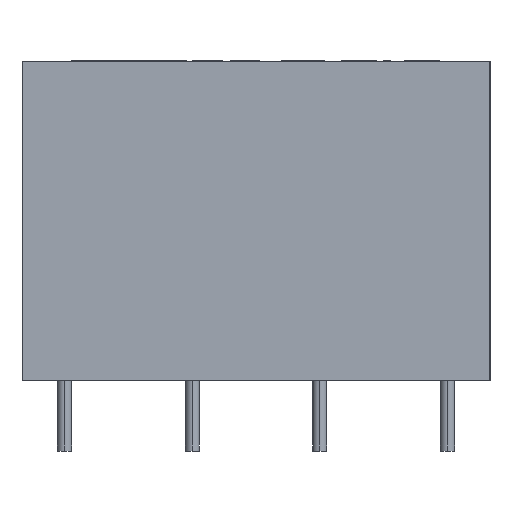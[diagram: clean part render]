
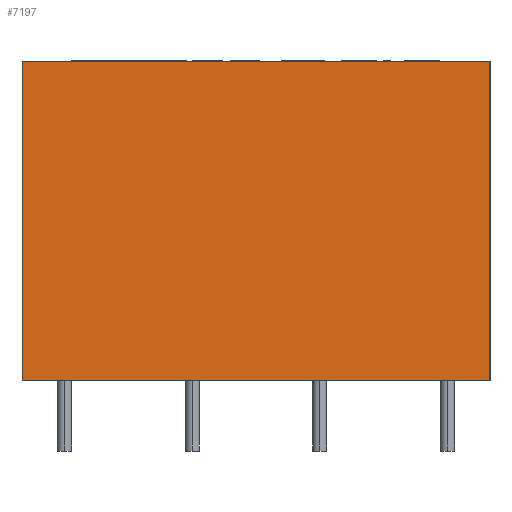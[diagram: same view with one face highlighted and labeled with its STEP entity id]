
A CAD part, left-side view. The second image highlights one B-rep face of the part: STEP entity #7197.
In plain terms, the highlighted planar face has unit normal (-1, 0, 0).
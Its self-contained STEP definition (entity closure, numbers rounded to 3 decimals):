
#962 = ORIENTED_EDGE ( 'NONE', *, *, #27706, .F. ) ;
#1123 = DIRECTION ( 'NONE',  ( 0., 1., 0. ) ) ;
#1281 = ORIENTED_EDGE ( 'NONE', *, *, #22329, .T. ) ;
#3288 = CARTESIAN_POINT ( 'NONE',  ( -16.245, 9.405, 17.661 ) ) ;
#3828 = VECTOR ( 'NONE', #26091, 1000. ) ;
#5622 = CARTESIAN_POINT ( 'NONE',  ( -16.245, 9.405, 17.661 ) ) ;
#7197 = ADVANCED_FACE ( 'NONE', ( #17324 ), #38350, .F. ) ;
#7884 = VERTEX_POINT ( 'NONE', #20532 ) ;
#8854 = LINE ( 'NONE', #21484, #34404 ) ;
#10174 = AXIS2_PLACEMENT_3D ( 'NONE', #3288, #26469, #1123 ) ;
#10293 = EDGE_CURVE ( 'NONE', #21695, #20955, #36861, .T. ) ;
#10933 = LINE ( 'NONE', #19841, #3828 ) ;
#12904 = EDGE_LOOP ( 'NONE', ( #1281, #962, #23143, #37526 ) ) ;
#15524 = CARTESIAN_POINT ( 'NONE',  ( -16.245, -9.405, 17.661 ) ) ;
#17324 = FACE_OUTER_BOUND ( 'NONE', #12904, .T. ) ;
#18383 = VECTOR ( 'NONE', #19550, 1000. ) ;
#18759 = CARTESIAN_POINT ( 'NONE',  ( -16.245, -9.405, 17.661 ) ) ;
#19550 = DIRECTION ( 'NONE',  ( 0., 0., -1. ) ) ;
#19841 = CARTESIAN_POINT ( 'NONE',  ( -16.245, 9.405, 17.661 ) ) ;
#20532 = CARTESIAN_POINT ( 'NONE',  ( -16.245, 9.405, 4.836 ) ) ;
#20955 = VERTEX_POINT ( 'NONE', #15524 ) ;
#21484 = CARTESIAN_POINT ( 'NONE',  ( -16.245, 9.405, 4.836 ) ) ;
#21695 = VERTEX_POINT ( 'NONE', #5622 ) ;
#22329 = EDGE_CURVE ( 'NONE', #7884, #24212, #8854, .T. ) ;
#23138 = VECTOR ( 'NONE', #37073, 1000. ) ;
#23143 = ORIENTED_EDGE ( 'NONE', *, *, #10293, .F. ) ;
#24212 = VERTEX_POINT ( 'NONE', #39808 ) ;
#26091 = DIRECTION ( 'NONE',  ( 0., 0., -1. ) ) ;
#26469 = DIRECTION ( 'NONE',  ( 1., 0., 0. ) ) ;
#27706 = EDGE_CURVE ( 'NONE', #20955, #24212, #35354, .T. ) ;
#30446 = CARTESIAN_POINT ( 'NONE',  ( -16.245, 9.405, 17.661 ) ) ;
#32808 = EDGE_CURVE ( 'NONE', #21695, #7884, #10933, .T. ) ;
#33547 = DIRECTION ( 'NONE',  ( 0., -1., 0. ) ) ;
#34404 = VECTOR ( 'NONE', #33547, 1000. ) ;
#35354 = LINE ( 'NONE', #18759, #18383 ) ;
#36861 = LINE ( 'NONE', #30446, #23138 ) ;
#37073 = DIRECTION ( 'NONE',  ( 0., -1., 0. ) ) ;
#37526 = ORIENTED_EDGE ( 'NONE', *, *, #32808, .T. ) ;
#38350 = PLANE ( 'NONE',  #10174 ) ;
#39808 = CARTESIAN_POINT ( 'NONE',  ( -16.245, -9.405, 4.836 ) ) ;
